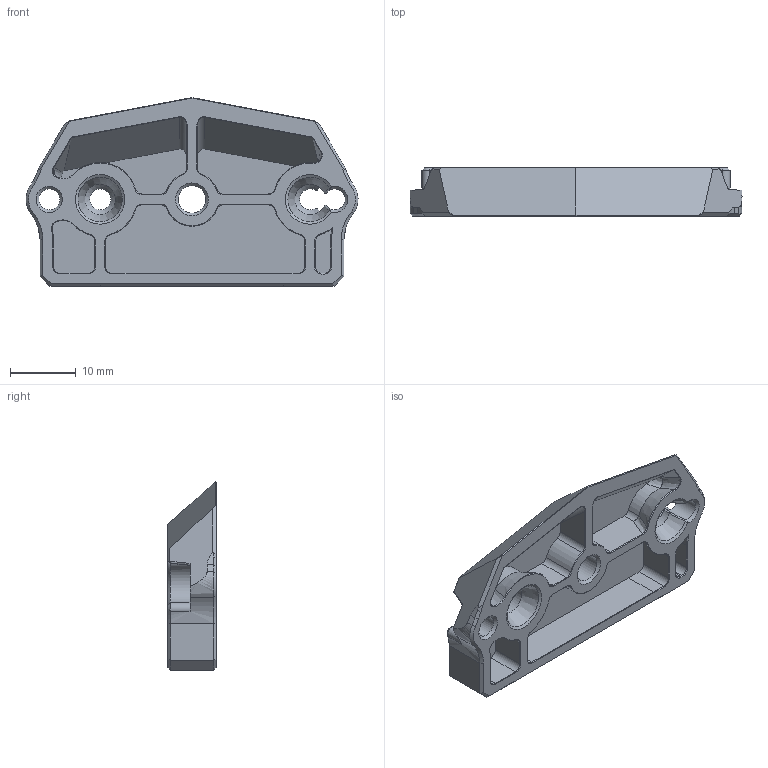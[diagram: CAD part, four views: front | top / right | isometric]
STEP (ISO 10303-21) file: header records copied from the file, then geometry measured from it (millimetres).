
FILE_DESCRIPTION(/* description */ ('STEP AP242','CAx-IF Rec.Pracs.---Representation and Presentation of Product Manufacturing Information (PMI)---4.0---2014-10-13','CAx-IF Rec.Pracs.---3D Tessellated Geometry---0.4---2014-09-14','2;1'),/* implementation_level */ '2;1');
FILE_NAME(/* name */ '63bbdcf42446b526039205ed',/* time_stamp */ '2023-01-09T09:23:02+00:00',/* author */ (''),/* organization */ (''),/* preprocessor_version */ 'ST-DEVELOPER v18.102',/* originating_system */ ' ',/* authorisation */ ' ');
FILE_SCHEMA (('AP242_MANAGED_MODEL_BASED_3D_ENGINEERING_MIM_LF { 1 0 10303 442 1 1 4 }'));
Length unit declared in the file: metre
Products named in the file (1): Sherpa_micro_adapter
Bounding box: 50.6 x 7.4 x 28.75 mm (x, y, z)
Volume: 4297.5 mm3; surface area: 4591.5 mm2
Topology: 1 solids, 1 shells, 545 faces, 1484 edges, 960 vertices
Faces by surface type: plane 236, bspline 209, cylinder 53, cone 47
Full cylindrical faces by diameter (mm): 3.2 x2, 4.2 x1, 4.7 x1
Entity records: 18768 total; most frequent: CARTESIAN_POINT 6722, ORIENTED_EDGE 2940, DIRECTION 1716, EDGE_CURVE 1470, VERTEX_POINT 957, LINE 756, VECTOR 756, EDGE_LOOP 583
